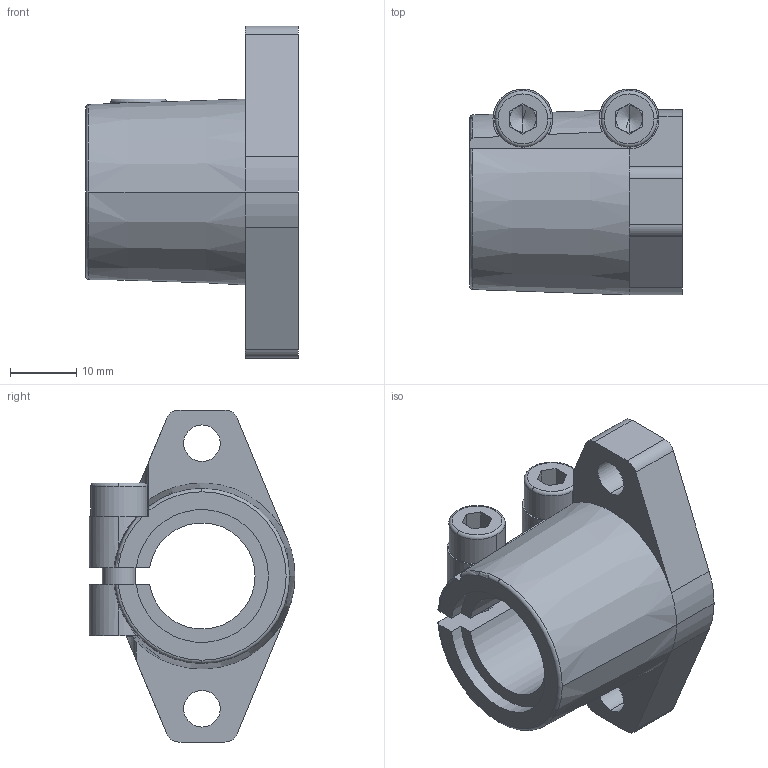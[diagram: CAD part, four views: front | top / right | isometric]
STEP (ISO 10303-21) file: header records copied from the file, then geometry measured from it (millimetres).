
FILE_DESCRIPTION( ( '' ), '1' );
FILE_NAME( 'SHFTL16.stp', '2020-11-07T15:58:41', ( '' ), ( '' ), ' ', ' ', ' ' );
FILE_SCHEMA( ( 'CONFIG_CONTROL_DESIGN' ) );
Length unit declared in the file: millimetre
Products named in the file (3): 1; 2; 3
Bounding box: 32 x 31 x 50 mm (x, y, z)
Volume: 15879.9 mm3; surface area: 8305.6 mm2
Topology: 3 solids, 3 shells, 142 faces, 370 edges, 233 vertices
Faces by surface type: cylinder 47, plane 47, cone 32, torus 16
Entity records: 4894 total; most frequent: CARTESIAN_POINT 1182, DIRECTION 810, ORIENTED_EDGE 732, EDGE_CURVE 366, AXIS2_PLACEMENT_3D 329, VERTEX_POINT 233, CIRCLE 178, EDGE_LOOP 157
